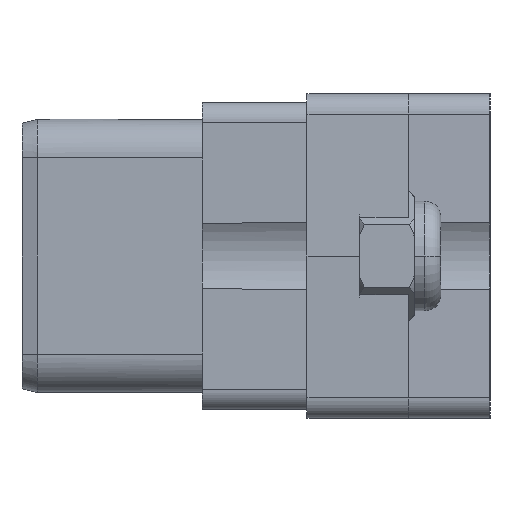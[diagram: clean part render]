
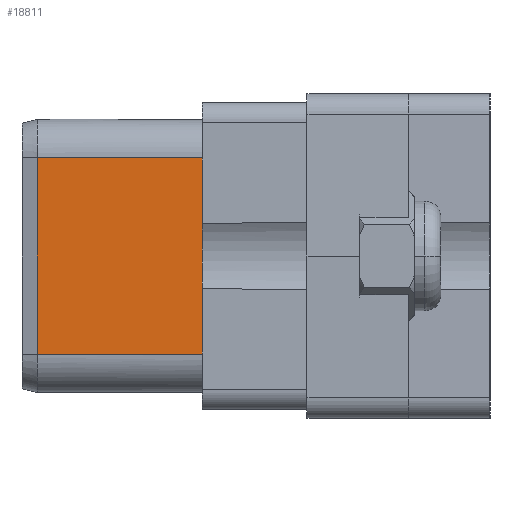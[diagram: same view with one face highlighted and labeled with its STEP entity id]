
A CAD part, left-side view. The second image highlights one B-rep face of the part: STEP entity #18811.
In plain terms, the highlighted planar face has unit normal (-1, 0.011, 0).
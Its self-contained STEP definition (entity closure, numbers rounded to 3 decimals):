
#214=DIRECTION('',(0.,0.,1.));
#215=VECTOR('',#214,9.65);
#216=CARTESIAN_POINT('',(-20.93,-0.18,-4.825));
#217=LINE('',#216,#215);
#5296=CARTESIAN_POINT('',(-20.838,7.929,-4.825));
#5298=DIRECTION('',(0.011,1.,0.));
#5299=VECTOR('',#5298,8.11);
#5300=CARTESIAN_POINT('',(-20.93,-0.18,-4.825));
#5301=LINE('',#5300,#5299);
#5338=CARTESIAN_POINT('',(-20.93,-0.18,-4.825));
#5347=CARTESIAN_POINT('',(-20.838,7.929,-4.825));
#5348=CARTESIAN_POINT('',(-20.838,7.929,
-3.753));
#5349=CARTESIAN_POINT('',(-20.838,7.93,
-1.608));
#5350=CARTESIAN_POINT('',(-20.838,7.93,1.608));
#5351=CARTESIAN_POINT('',(-20.838,7.93,3.753));
#5352=CARTESIAN_POINT('',(-20.838,7.93,4.825));
#5466=CARTESIAN_POINT('',(-20.93,-0.18,4.825));
#5468=CARTESIAN_POINT('',(-20.93,-0.18,4.825));
#5469=CARTESIAN_POINT('',(-20.92,0.721,4.825));
#5470=CARTESIAN_POINT('',(-20.899,2.523,4.825));
#5471=CARTESIAN_POINT('',(-20.869,5.227,4.825));
#5472=CARTESIAN_POINT('',(-20.848,7.029,4.825));
#5473=CARTESIAN_POINT('',(-20.838,7.93,4.825));
#12805=VERTEX_POINT('',#5338);
#12807=VERTEX_POINT('',#5466);
#14173=VERTEX_POINT('',#5296);
#14175=VERTEX_POINT('',#5352);
#18799=CARTESIAN_POINT('',(-20.93,-0.195,6.705));
#18800=DIRECTION('',(1.,-0.011,0.));
#18801=DIRECTION('',(0.011,1.,0.));
#18802=AXIS2_PLACEMENT_3D('',#18799,#18800,#18801);
#18803=PLANE('',#18802);
#18804=ORIENTED_EDGE('',*,*,#18631,.T.);
#18806=ORIENTED_EDGE('',*,*,#18805,.F.);
#18807=ORIENTED_EDGE('',*,*,#15343,.F.);
#18808=ORIENTED_EDGE('',*,*,#18792,.T.);
#18809=EDGE_LOOP('',(#18804,#18806,#18807,#18808));
#18810=FACE_OUTER_BOUND('',#18809,.F.);
#18811=ADVANCED_FACE('',(#18810),#18803,.F.);
#5353=B_SPLINE_CURVE_WITH_KNOTS('',3,(#5347,#5348,#5349,#5350,#5351,#5352),
.UNSPECIFIED.,.F.,.F.,(4,1,1,4),(0.,0.333,0.667,1.),
.UNSPECIFIED.);
#5474=B_SPLINE_CURVE_WITH_KNOTS('',3,(#5468,#5469,#5470,#5471,#5472,#5473),
.UNSPECIFIED.,.F.,.F.,(4,1,1,4),(0.,0.333,0.667,1.),
.UNSPECIFIED.);
#15343=EDGE_CURVE('',#12805,#12807,#217,.T.);
#18631=EDGE_CURVE('',#14173,#14175,#5353,.T.);
#18792=EDGE_CURVE('',#12805,#14173,#5301,.T.);
#18805=EDGE_CURVE('',#12807,#14175,#5474,.T.);
